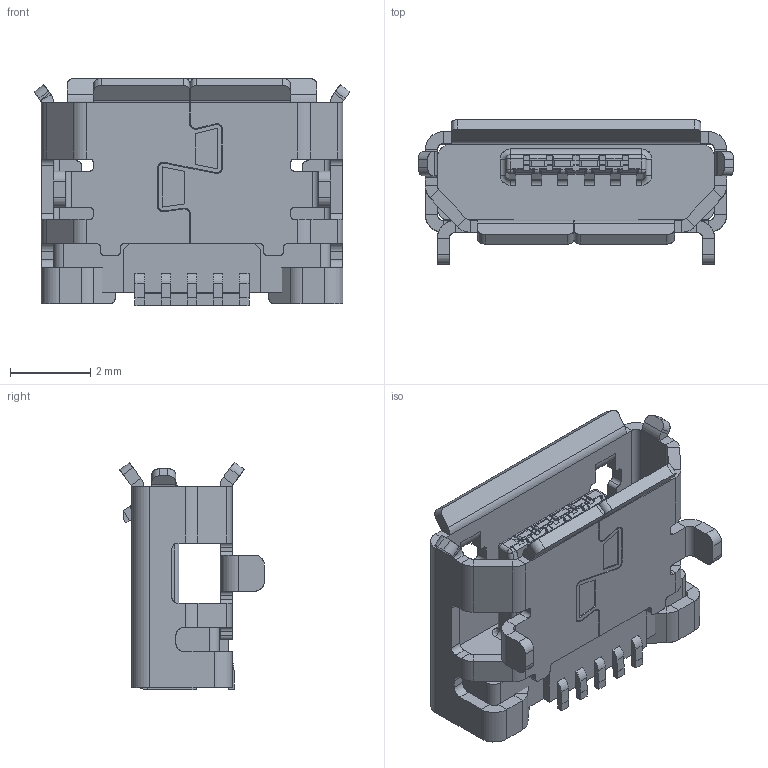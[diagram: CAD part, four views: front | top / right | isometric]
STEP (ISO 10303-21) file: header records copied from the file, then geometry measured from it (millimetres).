
FILE_DESCRIPTION(/* description */ ('STEP AP203'),/* implementation_level */ '2;1');
FILE_NAME(/* name */ '6364ca8c40a1c461a24a3171',/* time_stamp */ '2022-11-04T08:17:27+00:00',/* author */ (''),/* organization */ (''),/* preprocessor_version */ 'ST-DEVELOPER v18.102',/* originating_system */ ' ',/* authorisation */ ' ');
FILE_SCHEMA (('CONFIG_CONTROL_DESIGN'));
Products named in the file (754):     FACE
Bounding box: 7.86 x 3.6 x 5.66 mm (x, y, z)
Surface area: 276.5 mm2 (no closed solid volume)
Topology: 0 solids, 754 shells, 754 faces, 3782 edges, 3778 vertices
Faces by surface type: plane 487, cylinder 236, bspline 15, cone 8, sphere 4, torus 4
Entity records: 60841 total; most frequent: CARTESIAN_POINT 13018, DIRECTION 6377, ORIENTED_EDGE 3778, EDGE_CURVE 3778, VERTEX_POINT 3778, LINE 2475, VECTOR 2475, AXIS2_PLACEMENT_3D 1951
